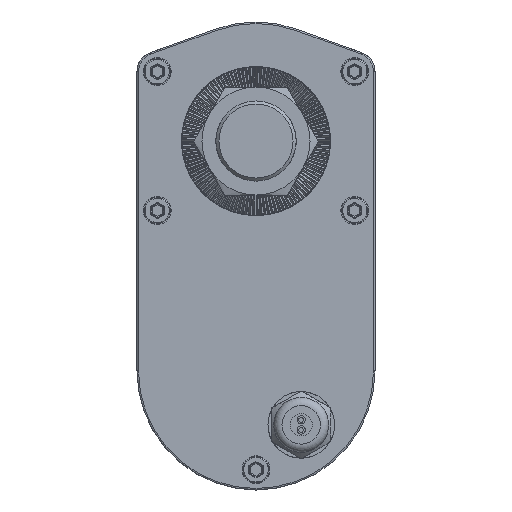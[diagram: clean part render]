
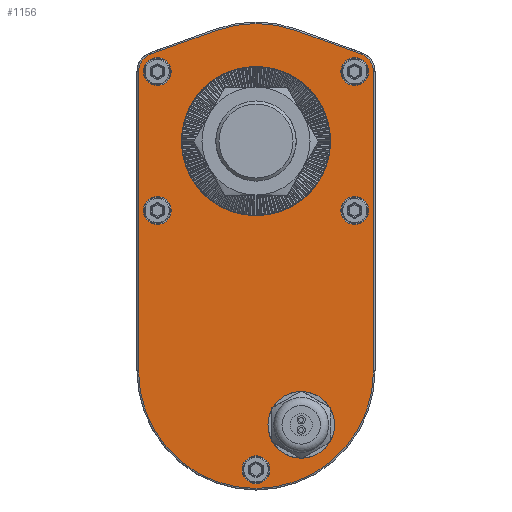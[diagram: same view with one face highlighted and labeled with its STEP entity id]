
A CAD part, front view. The second image highlights one B-rep face of the part: STEP entity #1156.
In plain terms, the highlighted planar face has unit normal (0, -1, 0).
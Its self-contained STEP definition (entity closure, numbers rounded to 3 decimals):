
#1156 = ADVANCED_FACE( '', ( #3121, #3122, #3123, #3124, #3125, #3126, #3127, #3128 ), #3129, .T. );
#3121 = FACE_BOUND( '', #6187, .T. );
#3122 = FACE_BOUND( '', #6188, .T. );
#3123 = FACE_BOUND( '', #6189, .T. );
#3124 = FACE_BOUND( '', #6190, .T. );
#3125 = FACE_BOUND( '', #6191, .T. );
#3126 = FACE_BOUND( '', #6192, .T. );
#3127 = FACE_OUTER_BOUND( '', #6193, .T. );
#3128 = FACE_BOUND( '', #6194, .T. );
#3129 = PLANE( '', #6195 );
#6187 = EDGE_LOOP( '', ( #15095 ) );
#6188 = EDGE_LOOP( '', ( #15096 ) );
#6189 = EDGE_LOOP( '', ( #15097 ) );
#6190 = EDGE_LOOP( '', ( #15098 ) );
#6191 = EDGE_LOOP( '', ( #15099 ) );
#6192 = EDGE_LOOP( '', ( #15100 ) );
#6193 = EDGE_LOOP( '', ( #15101, #15102, #15103, #15104, #15105, #15106, #15107, #15108 ) );
#6194 = EDGE_LOOP( '', ( #15109 ) );
#6195 = AXIS2_PLACEMENT_3D( '', #15110, #15111, #15112 );
#15095 = ORIENTED_EDGE( '', *, *, #22779, .F. );
#15096 = ORIENTED_EDGE( '', *, *, #22780, .T. );
#15097 = ORIENTED_EDGE( '', *, *, #22781, .T. );
#15098 = ORIENTED_EDGE( '', *, *, #22782, .T. );
#15099 = ORIENTED_EDGE( '', *, *, #22783, .T. );
#15100 = ORIENTED_EDGE( '', *, *, #22784, .T. );
#15101 = ORIENTED_EDGE( '', *, *, #22785, .T. );
#15102 = ORIENTED_EDGE( '', *, *, #22786, .T. );
#15103 = ORIENTED_EDGE( '', *, *, #22787, .T. );
#15104 = ORIENTED_EDGE( '', *, *, #22788, .T. );
#15105 = ORIENTED_EDGE( '', *, *, #22789, .T. );
#15106 = ORIENTED_EDGE( '', *, *, #22790, .T. );
#15107 = ORIENTED_EDGE( '', *, *, #22791, .T. );
#15108 = ORIENTED_EDGE( '', *, *, #22792, .T. );
#15109 = ORIENTED_EDGE( '', *, *, #22793, .F. );
#15110 = CARTESIAN_POINT( '', ( 0., 24.5, -74.5 ) );
#15111 = DIRECTION( '', ( 0., -1., 0. ) );
#15112 = DIRECTION( '', ( 0., 0., -1. ) );
#22779 = EDGE_CURVE( '', #26299, #26299, #26300, .T. );
#22780 = EDGE_CURVE( '', #26301, #26301, #26302, .T. );
#22781 = EDGE_CURVE( '', #26303, #26303, #26304, .T. );
#22782 = EDGE_CURVE( '', #26305, #26305, #26306, .T. );
#22783 = EDGE_CURVE( '', #26307, #26307, #26308, .T. );
#22784 = EDGE_CURVE( '', #26309, #26309, #26310, .T. );
#22785 = EDGE_CURVE( '', #26311, #26312, #26313, .T. );
#22786 = EDGE_CURVE( '', #26312, #26314, #26315, .T. );
#22787 = EDGE_CURVE( '', #26314, #26316, #26317, .T. );
#22788 = EDGE_CURVE( '', #26316, #26318, #26319, .T. );
#22789 = EDGE_CURVE( '', #26318, #26320, #26321, .T. );
#22790 = EDGE_CURVE( '', #26320, #26322, #26323, .T. );
#22791 = EDGE_CURVE( '', #26322, #26324, #26325, .T. );
#22792 = EDGE_CURVE( '', #26324, #26311, #26326, .T. );
#22793 = EDGE_CURVE( '', #26327, #26327, #26328, .T. );
#26299 = VERTEX_POINT( '', #31529 );
#26300 = CIRCLE( '', #31530, 7.875 );
#26301 = VERTEX_POINT( '', #31531 );
#26302 = CIRCLE( '', #31532, 4.5 );
#26303 = VERTEX_POINT( '', #31533 );
#26304 = CIRCLE( '', #31534, 4.5 );
#26305 = VERTEX_POINT( '', #31535 );
#26306 = CIRCLE( '', #31536, 4.5 );
#26307 = VERTEX_POINT( '', #31537 );
#26308 = CIRCLE( '', #31538, 4.5 );
#26309 = VERTEX_POINT( '', #31539 );
#26310 = CIRCLE( '', #31540, 4.5 );
#26311 = VERTEX_POINT( '', #31541 );
#26312 = VERTEX_POINT( '', #31542 );
#26313 = CIRCLE( '', #31543, 6.08 );
#26314 = VERTEX_POINT( '', #31544 );
#26315 = LINE( '', #31545, #31546 );
#26316 = VERTEX_POINT( '', #31547 );
#26317 = CIRCLE( '', #31548, 38.08 );
#26318 = VERTEX_POINT( '', #31549 );
#26319 = LINE( '', #31550, #31551 );
#26320 = VERTEX_POINT( '', #31552 );
#26321 = CIRCLE( '', #31553, 6.08 );
#26322 = VERTEX_POINT( '', #31554 );
#26323 = LINE( '', #31555, #31556 );
#26324 = VERTEX_POINT( '', #31557 );
#26325 = CIRCLE( '', #31558, 38.08 );
#26326 = LINE( '', #31559, #31560 );
#26327 = VERTEX_POINT( '', #31561 );
#26328 = CIRCLE( '', #31562, 24.1 );
#31529 = CARTESIAN_POINT( '', ( 14.66, 24.5, -99.845 ) );
#31530 = AXIS2_PLACEMENT_3D( '', #40224, #40225, #40226 );
#31531 = CARTESIAN_POINT( '', ( 32., 24.5, 18. ) );
#31532 = AXIS2_PLACEMENT_3D( '', #40227, #40228, #40229 );
#31533 = CARTESIAN_POINT( '', ( 32., 24.5, -27. ) );
#31534 = AXIS2_PLACEMENT_3D( '', #40230, #40231, #40232 );
#31535 = CARTESIAN_POINT( '', ( -32., 24.5, -27. ) );
#31536 = AXIS2_PLACEMENT_3D( '', #40233, #40234, #40235 );
#31537 = CARTESIAN_POINT( '', ( 0., 24.5, -111. ) );
#31538 = AXIS2_PLACEMENT_3D( '', #40236, #40237, #40238 );
#31539 = CARTESIAN_POINT( '', ( -32., 24.5, 18. ) );
#31540 = AXIS2_PLACEMENT_3D( '', #40239, #40240, #40241 );
#31541 = CARTESIAN_POINT( '', ( 38.08, 24.5, 22.46 ) );
#31542 = CARTESIAN_POINT( '', ( 34.067, 24.5, 28.178 ) );
#31543 = AXIS2_PLACEMENT_3D( '', #40242, #40243, #40244 );
#31544 = CARTESIAN_POINT( '', ( 12.944, 24.5, 35.813 ) );
#31545 = CARTESIAN_POINT( '', ( 36.76, 24.5, 27.204 ) );
#31546 = VECTOR( '', #40245, 1000. );
#31547 = CARTESIAN_POINT( '', ( -12.944, 24.5, 35.813 ) );
#31548 = AXIS2_PLACEMENT_3D( '', #40246, #40247, #40248 );
#31549 = CARTESIAN_POINT( '', ( -34.067, 24.5, 28.178 ) );
#31550 = CARTESIAN_POINT( '', ( -36.76, 24.5, 27.204 ) );
#31551 = VECTOR( '', #40249, 1000. );
#31552 = CARTESIAN_POINT( '', ( -38.08, 24.5, 22.46 ) );
#31553 = AXIS2_PLACEMENT_3D( '', #40250, #40251, #40252 );
#31554 = CARTESIAN_POINT( '', ( -38.08, 24.5, -74.5 ) );
#31555 = CARTESIAN_POINT( '', ( -38.08, 24.5, -74.5 ) );
#31556 = VECTOR( '', #40253, 1000. );
#31557 = CARTESIAN_POINT( '', ( 38.08, 24.5, -74.5 ) );
#31558 = AXIS2_PLACEMENT_3D( '', #40254, #40255, #40256 );
#31559 = CARTESIAN_POINT( '', ( 38.08, 24.5, -74.5 ) );
#31560 = VECTOR( '', #40257, 1000. );
#31561 = CARTESIAN_POINT( '', ( 0., 24.5, -24.1 ) );
#31562 = AXIS2_PLACEMENT_3D( '', #40258, #40259, #40260 );
#40224 = CARTESIAN_POINT( '', ( 14.66, 24.5, -91.97 ) );
#40225 = DIRECTION( '', ( 0., -1., 0. ) );
#40226 = DIRECTION( '', ( 0., 0., -1. ) );
#40227 = CARTESIAN_POINT( '', ( 32., 24.5, 22.5 ) );
#40228 = DIRECTION( '', ( 0., 1., 0. ) );
#40229 = DIRECTION( '', ( 0., 0., -1. ) );
#40230 = CARTESIAN_POINT( '', ( 32., 24.5, -22.5 ) );
#40231 = DIRECTION( '', ( 0., 1., 0. ) );
#40232 = DIRECTION( '', ( 0., 0., -1. ) );
#40233 = CARTESIAN_POINT( '', ( -32., 24.5, -22.5 ) );
#40234 = DIRECTION( '', ( 0., 1., 0. ) );
#40235 = DIRECTION( '', ( 0., 0., -1. ) );
#40236 = CARTESIAN_POINT( '', ( 0., 24.5, -106.5 ) );
#40237 = DIRECTION( '', ( 0., 1., 0. ) );
#40238 = DIRECTION( '', ( 0., 0., -1. ) );
#40239 = CARTESIAN_POINT( '', ( -32., 24.5, 22.5 ) );
#40240 = DIRECTION( '', ( 0., 1., 0. ) );
#40241 = DIRECTION( '', ( 0., 0., -1. ) );
#40242 = CARTESIAN_POINT( '', ( 32., 24.5, 22.46 ) );
#40243 = DIRECTION( '', ( 0., -1., 0. ) );
#40244 = DIRECTION( '', ( 0., 0., -1. ) );
#40245 = DIRECTION( '', ( -0.94, 0., 0.34 ) );
#40246 = CARTESIAN_POINT( '', ( 0., 24.5, 0. ) );
#40247 = DIRECTION( '', ( 0., -1., 0. ) );
#40248 = DIRECTION( '', ( 0., 0., -1. ) );
#40249 = DIRECTION( '', ( -0.94, 0., -0.34 ) );
#40250 = CARTESIAN_POINT( '', ( -32., 24.5, 22.46 ) );
#40251 = DIRECTION( '', ( 0., -1., 0. ) );
#40252 = DIRECTION( '', ( 0., 0., -1. ) );
#40253 = DIRECTION( '', ( 0., 0., -1. ) );
#40254 = CARTESIAN_POINT( '', ( 0., 24.5, -74.5 ) );
#40255 = DIRECTION( '', ( 0., -1., 0. ) );
#40256 = DIRECTION( '', ( 0., 0., -1. ) );
#40257 = DIRECTION( '', ( 0., 0., 1. ) );
#40258 = CARTESIAN_POINT( '', ( 0., 24.5, 0. ) );
#40259 = DIRECTION( '', ( 0., -1., 0. ) );
#40260 = DIRECTION( '', ( 0., 0., -1. ) );
